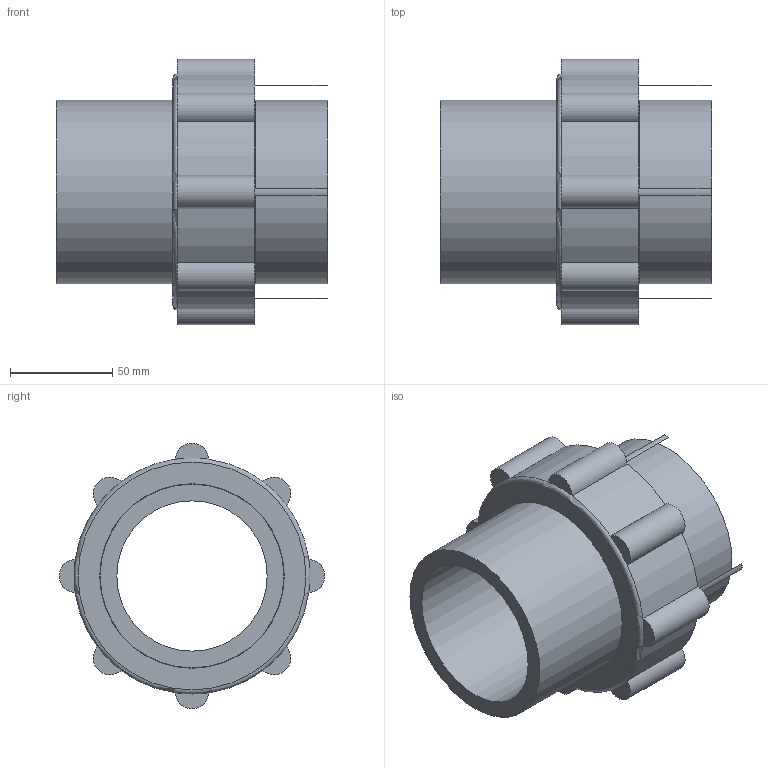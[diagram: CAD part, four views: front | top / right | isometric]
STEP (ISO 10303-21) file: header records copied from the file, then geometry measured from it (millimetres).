
FILE_DESCRIPTION( ( 'STEP AP214' ), '1' );
FILE_NAME( '70024019011(architecture400).stp', '2021-11-26T06:21:23', ( 'License CC BY-ND 4.0' ), ( 'CADENAS' ), ' ', 'PARTsolutions', ' ' );
FILE_SCHEMA( ( 'AUTOMOTIVE_DESIGN { 1 0 10303 214 1 1 1 1 }' ) );
Length unit declared in the file: millimetre
Products named in the file (1): _70024019011(architecture400)
Bounding box: 133 x 130 x 130 mm (x, y, z)
Volume: 466176.6 mm3; surface area: 91785.6 mm2
Topology: 1 solids, 1 shells, 59 faces, 134 edges, 83 vertices
Faces by surface type: cylinder 36, plane 20, cone 2, torus 1
Full cylindrical faces by diameter (mm): 73.6 x1, 90 x2, 104.309 x1
Entity records: 2128 total; most frequent: DIRECTION 322, CARTESIAN_POINT 290, ORIENTED_EDGE 250, AXIS2_PLACEMENT_3D 145, EDGE_CURVE 125, CIRCLE 85, VERTEX_POINT 81, EDGE_LOOP 74
